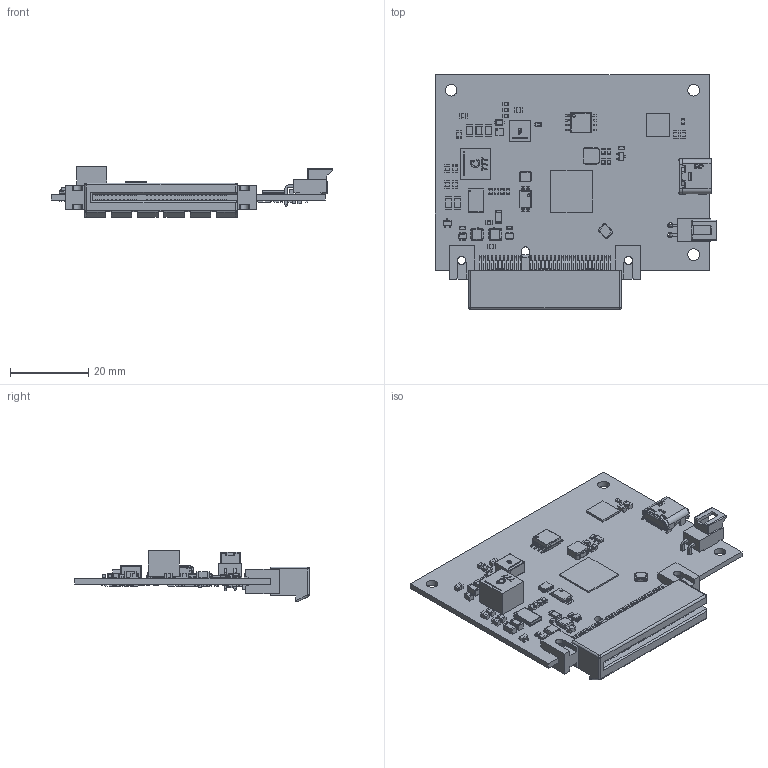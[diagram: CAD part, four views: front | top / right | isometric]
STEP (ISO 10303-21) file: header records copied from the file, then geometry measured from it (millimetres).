
FILE_DESCRIPTION(('KiCad electronic assembly'),'2;1');
FILE_NAME('thunderbolt-pcie-adapter.step','2026-02-10T09:27:21',( 'Pcbnew'),('Kicad'),'Open CASCADE STEP processor 7.8', 'KiCad to STEP converter','Unknown');
FILE_SCHEMA(('AUTOMOTIVE_DESIGN { 1 0 10303 214 1 1 1 1 }'));
Length unit declared in the file: millimetre
Products named in the file (51): thunderbolt-pcie-adapter 1; LED_0603_1608Metric; C_1206_3216Metric; D_SOD-323F; FB_0805_2012Metric; term1; term2; body; JHL6340SLLSQ; C_0603_1608Metric; SOT-363_SC-70-6; R_0603_1608Metric; Resonator_SMD_Abracon_ABM8G_3.2x2.5mm; C_0805_2012Metric; Conn_Molex_Nano-Fit_1x2_1053131102; SOLID; COMPOUND; L_Coilcraft-XAL5030; terminals; logo; sc70-3; TSSOP-8 4_4; _X2_041A043E0440043F04430441_X0_; _X2_041C04350442043A0430_X0_; _X2_041D043E0436043A0430_X0_; USB-C_Receptacle_JAE_DX07S024JJ2; Vishay_PowerPAK_1212-8_Single; L_Coilcraft-XAL7070; QFN-11_2x2mm_P0.5mm; L_Vishay-IHLP1616BZ; PCIE_TE_2-2387405-2; SOIC-8_3.9x4.9x1.75mm_P1.27mm; Body; PinsArrayLR; ThermalPad; TPS65983BAZBHR; BODY; SUBSTRATE_BGA; SOLDER_BALL; PIN1_AREA ...
Assembly tree (368 placements, depth 3):
  thunderbolt-pcie-adapter 1
    LED_0603_1608Metric  x4
    C_1206_3216Metric  x5
    D_SOD-323F
    FB_0805_2012Metric  x3
      term1
      term2
      body
    JHL6340SLLSQ
    C_0603_1608Metric  x14
    SOT-363_SC-70-6  x2
    R_0603_1608Metric  x3
    Resonator_SMD_Abracon_ABM8G_3.2x2.5mm  x2
    C_0805_2012Metric  x8
    Conn_Molex_Nano-Fit_1x2_1053131102
      SOLID
      COMPOUND
    L_Coilcraft-XAL5030
      terminals
      body
      logo
    sc70-3  x2
    TSSOP-8 4_4
      _X2_041A043E0440043F04430441_X0_
      _X2_041C04350442043A0430_X0_
      _X2_041D043E0436043A0430_X0_  x4
    USB-C_Receptacle_JAE_DX07S024JJ2
    Vishay_PowerPAK_1212-8_Single  x2
    L_Coilcraft-XAL7070
    QFN-11_2x2mm_P0.5mm
    L_Vishay-IHLP1616BZ
    PCIE_TE_2-2387405-2
    SOIC-8_3.9x4.9x1.75mm_P1.27mm
      Body
      PinsArrayLR
      ThermalPad
    TPS65983BAZBHR
      BODY
      SUBSTRATE_BGA
      SOLDER_BALL  x96
      PIN1_AREA
      SMASK_BTM_BGA
    R_1206_3216Metric
    SOIC127P790X216-8N
      Body
      PinsArrayLR
    QFN-32-4EP_4x6mm_P0.5mm
    C_0402_1005Metric  x92
    R_0402_1005Metric  x95
    L_0603_1608Metric
    thunderbolt-pcie-adapter_PCB
Bounding box: 71.85 x 60.03 x 13 mm (x, y, z)
Volume: 9191.9 mm3; surface area: 14200.1 mm2
Topology: 452 solids, 452 shells, 12188 faces, 29824 edges, 17955 vertices
Faces by surface type: plane 7248, cylinder 3489, sphere 989, bspline 391, cone 41, torus 30
Full cylindrical faces by diameter (mm): 0.487 x1, 0.63 x1, 0.654 x1, 1.3 x2, 1.7 x2, 2 x2, 3 x3
Entity records: 166992 total; most frequent: CARTESIAN_POINT 32877, ORIENTED_EDGE 26050, DIRECTION 25631, EDGE_CURVE 13025, LINE 9627, VECTOR 9627, VERTEX_POINT 8480, AXIS2_PLACEMENT_3D 8002
